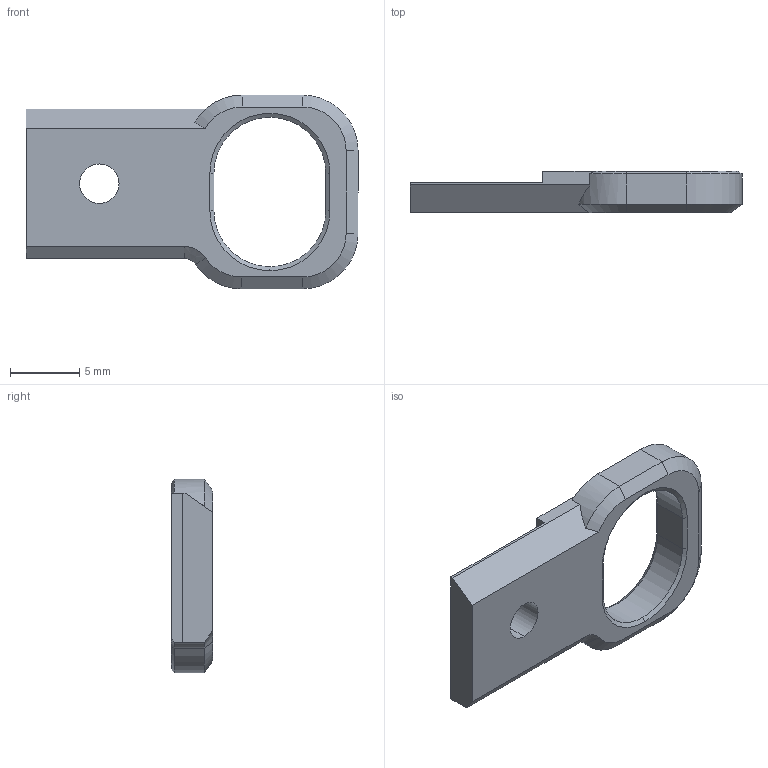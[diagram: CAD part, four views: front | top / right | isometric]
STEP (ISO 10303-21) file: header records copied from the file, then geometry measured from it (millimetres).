
FILE_DESCRIPTION (( 'STEP AP214' ), '1' );
FILE_NAME ('136102絮殤.STEP', '2023-10-22T15:38:03', ( '' ), ( '' ), 'SwSTEP 2.0', 'SolidWorks 2022', '' );
FILE_SCHEMA (( 'AUTOMOTIVE_DESIGN' ));
Length unit declared in the file: millimetre
Products named in the file (1): 136102刀架
Bounding box: 24 x 3 x 14 mm (x, y, z)
Volume: 510.5 mm3; surface area: 675.5 mm2
Topology: 1 solids, 1 shells, 51 faces, 122 edges, 73 vertices
Faces by surface type: plane 25, cone 16, cylinder 10
Entity records: 1497 total; most frequent: DIRECTION 260, CARTESIAN_POINT 256, ORIENTED_EDGE 244, EDGE_CURVE 122, AXIS2_PLACEMENT_3D 89, VECTOR 82, LINE 82, VERTEX_POINT 73
